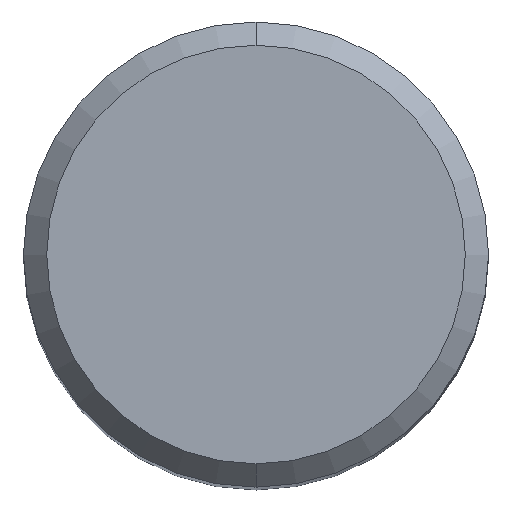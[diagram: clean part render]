
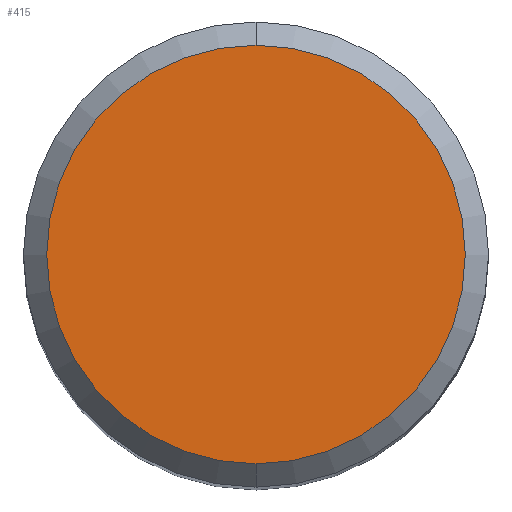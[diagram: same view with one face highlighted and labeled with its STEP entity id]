
A CAD part, top view. The second image highlights one B-rep face of the part: STEP entity #415.
In plain terms, the highlighted planar face has unit normal (0, 0, 1).
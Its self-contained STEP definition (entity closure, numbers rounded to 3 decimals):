
#229=VERTEX_POINT('',#552);
#299=VERTEX_POINT('',#629);
#327=EDGE_CURVE('',#229,#299,#663,.T.);
#409=EDGE_CURVE('',#299,#229,#751,.T.);
#415=ADVANCED_FACE('',(#757),#758,.T.);
#552=CARTESIAN_POINT('',(0.0,5.4,0.0));
#629=CARTESIAN_POINT('',(0.,-5.4,0.0));
#663=CIRCLE('',#1229,5.4);
#751=CIRCLE('',#1429,5.4);
#757=FACE_OUTER_BOUND('',#1437,.T.);
#758=PLANE('',#1438);
#1229=AXIS2_PLACEMENT_3D('',#1763,#1764,#1765);
#1429=AXIS2_PLACEMENT_3D('',#1843,#1844,#1845);
#1437=EDGE_LOOP('',(#1848,#1849));
#1438=AXIS2_PLACEMENT_3D('',#1850,#1851,#1852);
#1763=CARTESIAN_POINT('',(0.0,0.0,0.0));
#1764=DIRECTION('',(0.0,0.0,-1.0));
#1765=DIRECTION('',(0.0,1.0,0.0));
#1843=CARTESIAN_POINT('',(0.0,0.0,0.0));
#1844=DIRECTION('',(0.0,0.0,-1.0));
#1845=DIRECTION('',(0.0,1.0,0.0));
#1848=ORIENTED_EDGE('',*,*,#327,.F.);
#1849=ORIENTED_EDGE('',*,*,#409,.F.);
#1850=CARTESIAN_POINT('',(0.0,2.7,0.0));
#1851=DIRECTION('',(-0.0,0.0,1.0));
#1852=DIRECTION('',(0.0,-1.0,0.0));
